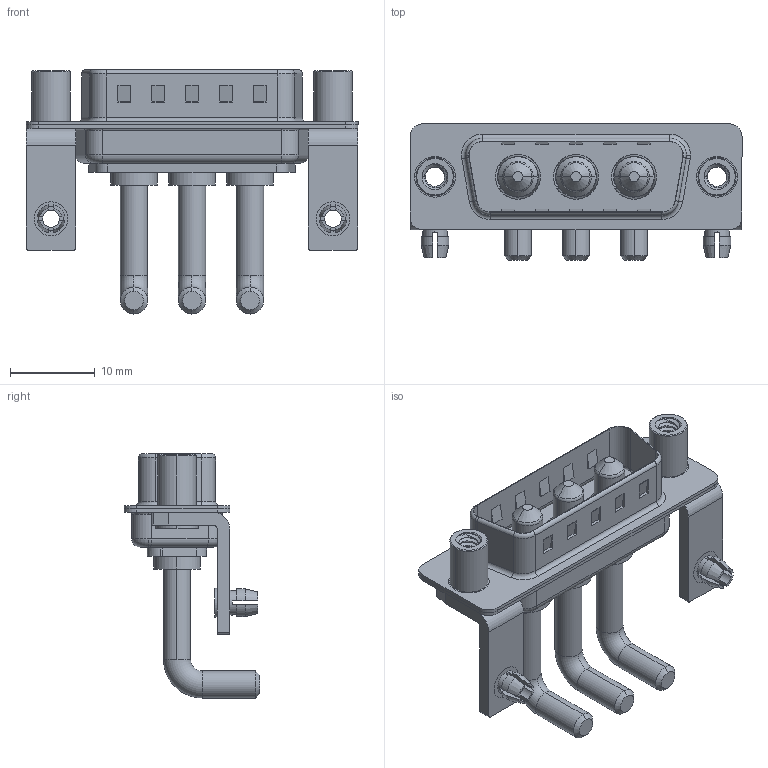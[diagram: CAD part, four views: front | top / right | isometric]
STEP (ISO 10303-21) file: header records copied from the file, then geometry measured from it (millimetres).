
FILE_DESCRIPTION (( 'STEP AP203' ), '1' );
FILE_NAME ('629-3W3-250-3T5.STEP', '2022-05-05T03:52:09', ( '' ), ( '' ), 'SwSTEP 2.0', 'SolidWorks 2020', '' );
FILE_SCHEMA (( 'CONFIG_CONTROL_DESIGN' ));
Length unit declared in the file: millimetre
Products named in the file (8): Power Pin_Ext 30A RA; 629Combo Board Lock; 629Combo Shell Front_15 Contacts; 629Combo Stabilizer Bracket; 629Combo Shell Rear_15 Contacts; 629-3W3-250-3T5; 629Combo Threaded Standoff_5; 629Combo Housing_3W3
Assembly tree (12 placements, depth 2):
  629-3W3-250-3T5
    629Combo Housing_3W3
    629Combo Shell Rear_15 Contacts
    629Combo Shell Front_15 Contacts
    629Combo Stabilizer Bracket  x2
    629Combo Board Lock  x2
    629Combo Threaded Standoff_5  x2
    Power Pin_Ext 30A RA  x3
Bounding box: 39.2 x 16.05 x 28.83 mm (x, y, z)
Volume: 2940.9 mm3; surface area: 6384.9 mm2
Topology: 15 solids, 15 shells, 649 faces, 1617 edges, 1024 vertices
Faces by surface type: cylinder 288, plane 239, torus 62, cone 51, bspline 9
Entity records: 16343 total; most frequent: CARTESIAN_POINT 4341, DIRECTION 2398, ORIENTED_EDGE 2264, EDGE_CURVE 1132, AXIS2_PLACEMENT_3D 896, VERTEX_POINT 717, VECTOR 606, LINE 606
